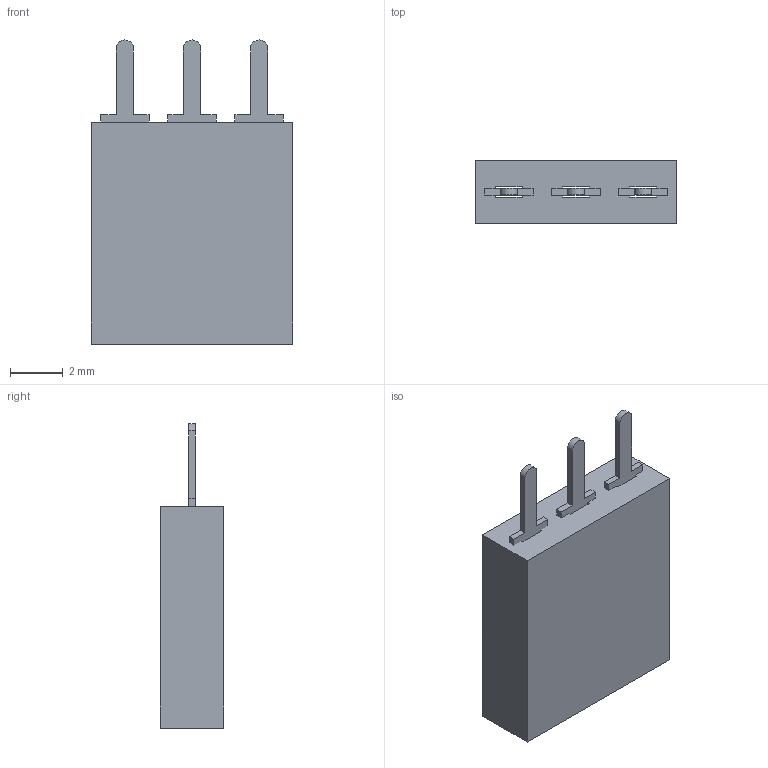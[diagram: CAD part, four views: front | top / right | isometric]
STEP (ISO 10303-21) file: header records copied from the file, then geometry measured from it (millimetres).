
FILE_DESCRIPTION (( 'STEP AP214' ), '1' );
FILE_NAME ('PIN x3 female.STEP', '2023-02-19T11:47:02', ( '' ), ( '' ), 'SwSTEP 2.0', 'SolidWorks 2021', '' );
FILE_SCHEMA (( 'AUTOMOTIVE_DESIGN' ));
Length unit declared in the file: millimetre
Products named in the file (1): PIN x3 female
Bounding box: 7.62 x 2.4 x 11.51 mm (x, y, z)
Volume: 145.6 mm3; surface area: 295.8 mm2
Topology: 2 solids, 2 shells, 48 faces, 144 edges, 96 vertices
Faces by surface type: plane 45, cylinder 3
Entity records: 2185 total; most frequent: CARTESIAN_POINT 289, ORIENTED_EDGE 288, DIRECTION 248, EDGE_CURVE 144, LINE 138, VECTOR 138, VERTEX_POINT 96, AXIS2_PLACEMENT_3D 55
